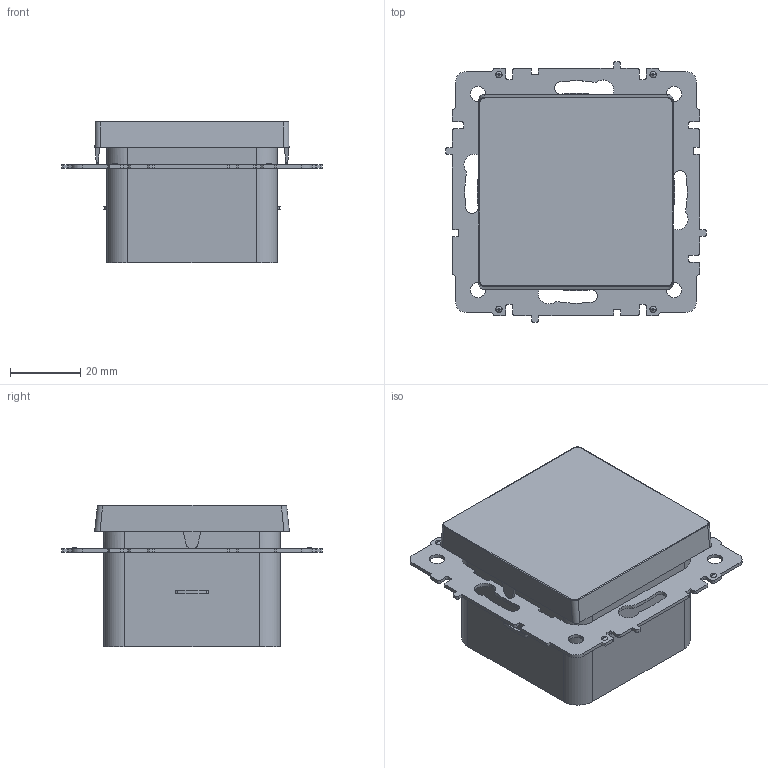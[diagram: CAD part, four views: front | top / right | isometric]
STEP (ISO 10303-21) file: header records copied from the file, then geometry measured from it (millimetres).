
FILE_DESCRIPTION (( 'STEP AP214' ), '1' );
FILE_NAME ('BRITE Âûêëþ÷. 1-êë. 10À â ñá..STEP', '2025-03-31T12:25:03', ( '' ), ( '' ), 'SwSTEP 2.0', 'SolidWorks 2022', '' );
FILE_SCHEMA (( 'AUTOMOTIVE_DESIGN' ));
Length unit declared in the file: millimetre
Products named in the file (1): BRITE Выключ. 1-кл. 10А в сб.
Bounding box: 74.4 x 74.4 x 40.44 mm (x, y, z)
Volume: 115220.5 mm3; surface area: 24701.5 mm2
Topology: 2 solids, 8 shells, 347 faces, 965 edges, 641 vertices
Faces by surface type: plane 167, cylinder 148, bspline 24, torus 5, sphere 3
Entity records: 12071 total; most frequent: CARTESIAN_POINT 3017, ORIENTED_EDGE 1924, DIRECTION 1850, EDGE_CURVE 962, VERTEX_POINT 641, AXIS2_PLACEMENT_3D 628, LINE 594, VECTOR 594
